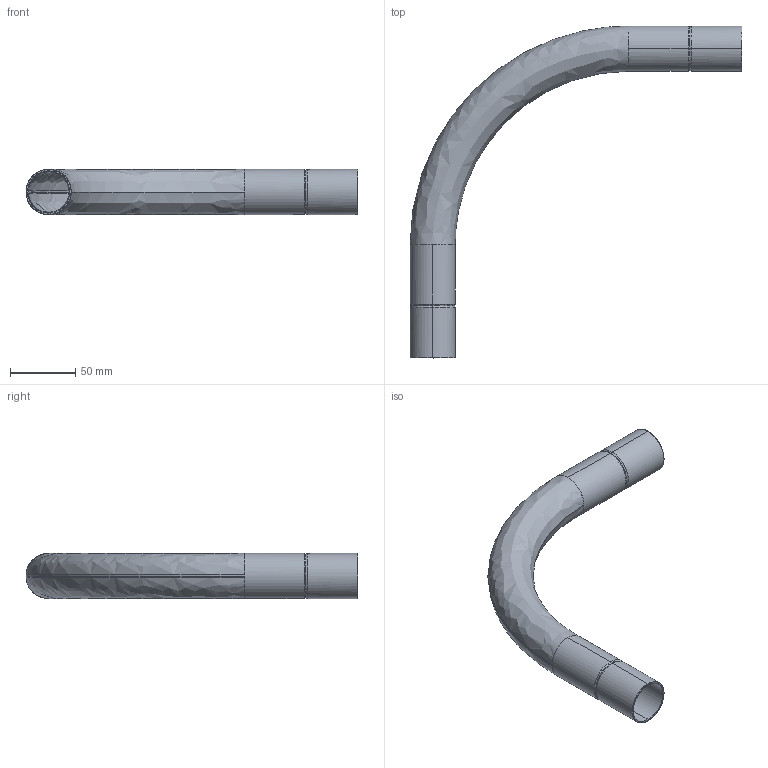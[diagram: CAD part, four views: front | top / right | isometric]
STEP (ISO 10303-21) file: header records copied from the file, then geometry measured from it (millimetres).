
FILE_DESCRIPTION(/* description */ (''),/* implementation_level */ '2;1');
FILE_NAME(/* name */ '2046015',/* time_stamp */ '2014-09-24T09:24:22+02:00',/* author */ (''),/* organization */ (''),/* preprocessor_version */ 'ST-DEVELOPER v15',/* originating_system */ '',/* authorisation */ '');
FILE_SCHEMA (('AUTOMOTIVE_DESIGN'));
Length unit declared in the file: millimetre
Products named in the file (1): Document
Bounding box: 254 x 254 x 34.6 mm (x, y, z)
Volume: 51850.5 mm3; surface area: 86193.1 mm2
Topology: 1 solids, 1 shells, 50 faces, 116 edges, 68 vertices
Faces by surface type: bspline 48, plane 2
Entity records: 3973 total; most frequent: CARTESIAN_POINT 3356, ORIENTED_EDGE 232, EDGE_CURVE 116, VERTEX_POINT 68, EDGE_LOOP 52, ADVANCED_FACE 50, FACE_OUTER_BOUND 50, B_SPLINE_CURVE_WITH_KNOTS 16
